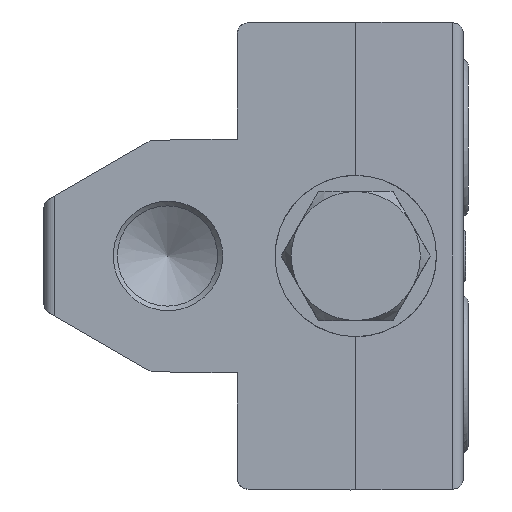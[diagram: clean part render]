
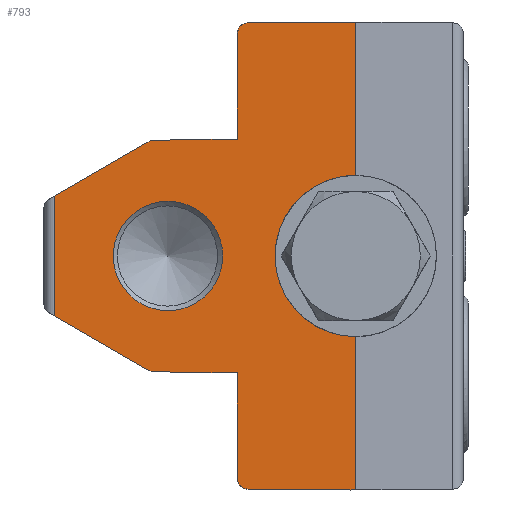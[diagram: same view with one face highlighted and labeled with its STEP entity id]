
A CAD part, left-side view. The second image highlights one B-rep face of the part: STEP entity #793.
In plain terms, the highlighted planar face has unit normal (-1, 0.009, 0).
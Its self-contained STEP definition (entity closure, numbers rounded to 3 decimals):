
#793 = ADVANCED_FACE( '', ( #1676, #1677 ), #1678, .F. );
#1676 = FACE_BOUND( '', #2564, .T. );
#1677 = FACE_OUTER_BOUND( '', #2565, .T. );
#1678 = PLANE( '', #2566 );
#2564 = EDGE_LOOP( '', ( #4736 ) );
#2565 = EDGE_LOOP( '', ( #4737, #4738, #4739, #4740, #4741, #4742, #4743, #4744, #4745, #4746, #4747, #4748, #4749, #4750, #4751, #4752, #4753, #4754, #4755, #4756 ) );
#2566 = AXIS2_PLACEMENT_3D( '', #4757, #4758, #4759 );
#4736 = ORIENTED_EDGE( '', *, *, #5450, .F. );
#4737 = ORIENTED_EDGE( '', *, *, #5075, .F. );
#4738 = ORIENTED_EDGE( '', *, *, #5347, .T. );
#4739 = ORIENTED_EDGE( '', *, *, #5073, .F. );
#4740 = ORIENTED_EDGE( '', *, *, #5544, .T. );
#4741 = ORIENTED_EDGE( '', *, *, #4954, .T. );
#4742 = ORIENTED_EDGE( '', *, *, #5629, .T. );
#4743 = ORIENTED_EDGE( '', *, *, #4910, .T. );
#4744 = ORIENTED_EDGE( '', *, *, #4837, .F. );
#4745 = ORIENTED_EDGE( '', *, *, #5599, .T. );
#4746 = ORIENTED_EDGE( '', *, *, #5564, .T. );
#4747 = ORIENTED_EDGE( '', *, *, #5418, .T. );
#4748 = ORIENTED_EDGE( '', *, *, #5294, .T. );
#4749 = ORIENTED_EDGE( '', *, *, #5519, .T. );
#4750 = ORIENTED_EDGE( '', *, *, #5436, .T. );
#4751 = ORIENTED_EDGE( '', *, *, #5151, .T. );
#4752 = ORIENTED_EDGE( '', *, *, #5232, .F. );
#4753 = ORIENTED_EDGE( '', *, *, #5469, .T. );
#4754 = ORIENTED_EDGE( '', *, *, #5168, .T. );
#4755 = ORIENTED_EDGE( '', *, *, #5237, .T. );
#4756 = ORIENTED_EDGE( '', *, *, #5579, .T. );
#4757 = CARTESIAN_POINT( '', ( 0.489, 56.017, 43.5 ) );
#4758 = DIRECTION( '', ( 1., -0.009, 0. ) );
#4759 = DIRECTION( '', ( 0.009, 1., 0. ) );
#4837 = EDGE_CURVE( '', #5706, #5707, #5708, .T. );
#4910 = EDGE_CURVE( '', #5831, #5707, #5837, .T. );
#4954 = EDGE_CURVE( '', #5911, #5909, #5912, .T. );
#5073 = EDGE_CURVE( '', #6111, #6112, #6113, .T. );
#5075 = EDGE_CURVE( '', #6114, #6116, #6117, .T. );
#5151 = EDGE_CURVE( '', #6237, #6235, #6238, .T. );
#5168 = EDGE_CURVE( '', #6259, #6262, #6264, .F. );
#5232 = EDGE_CURVE( '', #6368, #6235, #6369, .T. );
#5237 = EDGE_CURVE( '', #6262, #6375, #6377, .T. );
#5294 = EDGE_CURVE( '', #6457, #6458, #6459, .T. );
#5347 = EDGE_CURVE( '', #6114, #6112, #6533, .T. );
#5418 = EDGE_CURVE( '', #6630, #6457, #6631, .T. );
#5436 = EDGE_CURVE( '', #6654, #6237, #6655, .F. );
#5450 = EDGE_CURVE( '', #6671, #6671, #6672, .F. );
#5469 = EDGE_CURVE( '', #6368, #6259, #6697, .T. );
#5519 = EDGE_CURVE( '', #6458, #6654, #6760, .T. );
#5544 = EDGE_CURVE( '', #6111, #5911, #6786, .T. );
#5564 = EDGE_CURVE( '', #6809, #6630, #6810, .F. );
#5579 = EDGE_CURVE( '', #6375, #6116, #6829, .T. );
#5599 = EDGE_CURVE( '', #5706, #6809, #6851, .T. );
#5629 = EDGE_CURVE( '', #5909, #5831, #6880, .F. );
#5706 = VERTEX_POINT( '', #6976 );
#5707 = VERTEX_POINT( '', #6977 );
#5708 = LINE( '', #6978, #6979 );
#5831 = VERTEX_POINT( '', #7186 );
#5837 = LINE( '', #7195, #7196 );
#5909 = VERTEX_POINT( '', #7289 );
#5911 = VERTEX_POINT( '', #7292 );
#5912 = LINE( '', #7293, #7294 );
#6111 = VERTEX_POINT( '', #7663 );
#6112 = VERTEX_POINT( '', #7664 );
#6113 = LINE( '', #7665, #7666 );
#6114 = VERTEX_POINT( '', #7667 );
#6116 = VERTEX_POINT( '', #7669 );
#6117 = LINE( '', #7670, #7671 );
#6235 = VERTEX_POINT( '', #7854 );
#6237 = VERTEX_POINT( '', #7857 );
#6238 = LINE( '', #7858, #7859 );
#6259 = VERTEX_POINT( '', #7886 );
#6262 = VERTEX_POINT( '', #7899 );
#6264 = ELLIPSE( '', #7902, 2., 2. );
#6368 = VERTEX_POINT( '', #8177 );
#6369 = LINE( '', #8178, #8179 );
#6375 = VERTEX_POINT( '', #8186 );
#6377 = LINE( '', #8189, #8190 );
#6457 = VERTEX_POINT( '', #8361 );
#6458 = VERTEX_POINT( '', #8362 );
#6459 = LINE( '', #8363, #8364 );
#6533 = ELLIPSE( '', #8461, 15.001, 15. );
#6630 = VERTEX_POINT( '', #8606 );
#6631 = LINE( '', #8607, #8608 );
#6654 = VERTEX_POINT( '', #8638 );
#6655 = ELLIPSE( '', #8639, 2., 2. );
#6671 = VERTEX_POINT( '', #8667 );
#6672 = ELLIPSE( '', #8668, 10.173, 10.172 );
#6697 = LINE( '', #8716, #8717 );
#6760 = LINE( '', #8828, #8829 );
#6786 = LINE( '', #8864, #8865 );
#6809 = VERTEX_POINT( '', #8892 );
#6810 = ELLIPSE( '', #8893, 2., 2. );
#6829 = LINE( '', #8915, #8916 );
#6851 = LINE( '', #8941, #8942 );
#6880 = ELLIPSE( '', #8990, 2., 2. );
#6976 = CARTESIAN_POINT( '', ( 0.261, 29.932, 21.723 ) );
#6977 = CARTESIAN_POINT( '', ( 0.192, 22., 21.723 ) );
#6978 = CARTESIAN_POINT( '', ( 0.489, 56.017, 21.723 ) );
#6979 = VECTOR( '', #9059, 1000. );
#7186 = CARTESIAN_POINT( '', ( 0.192, 22., 41.334 ) );
#7195 = CARTESIAN_POINT( '', ( 0.192, 22., 43.5 ) );
#7196 = VECTOR( '', #9145, 1000. );
#7289 = CARTESIAN_POINT( '', ( 0.175, 20.017, 43.334 ) );
#7292 = CARTESIAN_POINT( '', ( 0.009, 1., 43.5 ) );
#7293 = CARTESIAN_POINT( '', ( 0.489, 56.013, 43.02 ) );
#7294 = VECTOR( '', #9201, 1000. );
#7663 = CARTESIAN_POINT( '', ( 0., 0., 43.491 ) );
#7664 = CARTESIAN_POINT( '', ( 0., 0., 15. ) );
#7665 = CARTESIAN_POINT( '', ( 0., 0., 43.5 ) );
#7666 = VECTOR( '', #9328, 1000. );
#7667 = CARTESIAN_POINT( '', ( 0., 0., -15. ) );
#7669 = CARTESIAN_POINT( '', ( 0., 0., -43.491 ) );
#7670 = CARTESIAN_POINT( '', ( 0., 0., 43.5 ) );
#7671 = VECTOR( '', #9332, 1000. );
#7854 = CARTESIAN_POINT( '', ( 0.261, 29.932, -21.723 ) );
#7857 = CARTESIAN_POINT( '', ( 0.329, 37.697, -21.452 ) );
#7858 = CARTESIAN_POINT( '', ( 0.508, 58.26, -20.734 ) );
#7859 = VECTOR( '', #9415, 1000. );
#7886 = CARTESIAN_POINT( '', ( 0.192, 22., -41.334 ) );
#7899 = CARTESIAN_POINT( '', ( 0.175, 20.017, -43.334 ) );
#7902 = AXIS2_PLACEMENT_3D( '', #9433, #9434, #9435 );
#8177 = CARTESIAN_POINT( '', ( 0.192, 22., -21.723 ) );
#8178 = CARTESIAN_POINT( '', ( 0.489, 56.017, -21.723 ) );
#8179 = VECTOR( '', #9508, 1000. );
#8186 = CARTESIAN_POINT( '', ( 0.009, 1., -43.5 ) );
#8189 = CARTESIAN_POINT( '', ( 0.495, 56.772, -43.013 ) );
#8190 = VECTOR( '', #9514, 1000. );
#8361 = CARTESIAN_POINT( '', ( 0.489, 56.017, 11.145 ) );
#8362 = CARTESIAN_POINT( '', ( 0.489, 56.017, -11.145 ) );
#8363 = CARTESIAN_POINT( '', ( 0.489, 56.017, 43.5 ) );
#8364 = VECTOR( '', #9561, 1000. );
#8461 = AXIS2_PLACEMENT_3D( '', #9630, #9631, #9632 );
#8606 = CARTESIAN_POINT( '', ( 0.337, 38.627, 21.185 ) );
#8607 = CARTESIAN_POINT( '', ( 0.367, 42.008, 19.233 ) );
#8608 = VECTOR( '', #9712, 1000. );
#8638 = CARTESIAN_POINT( '', ( 0.337, 38.627, -21.185 ) );
#8639 = AXIS2_PLACEMENT_3D( '', #9732, #9733, #9734 );
#8667 = CARTESIAN_POINT( '', ( 0.216, 24.738, 0. ) );
#8668 = AXIS2_PLACEMENT_3D( '', #9747, #9748, #9749 );
#8716 = CARTESIAN_POINT( '', ( 0.192, 22., 43.5 ) );
#8717 = VECTOR( '', #9766, 1000. );
#8828 = CARTESIAN_POINT( '', ( 0.695, 79.678, 2.516 ) );
#8829 = VECTOR( '', #9818, 1000. );
#8864 = CARTESIAN_POINT( '', ( 0.489, 56.013, 43.98 ) );
#8865 = VECTOR( '', #9843, 1000. );
#8892 = CARTESIAN_POINT( '', ( 0.329, 37.697, 21.452 ) );
#8893 = AXIS2_PLACEMENT_3D( '', #9857, #9858, #9859 );
#8915 = CARTESIAN_POINT( '', ( 0.482, 55.254, -43.973 ) );
#8916 = VECTOR( '', #9878, 1000. );
#8941 = CARTESIAN_POINT( '', ( 0.482, 55.226, 20.84 ) );
#8942 = VECTOR( '', #9903, 1000. );
#8990 = AXIS2_PLACEMENT_3D( '', #9911, #9912, #9913 );
#9059 = DIRECTION( '', ( -0.009, -1., 0. ) );
#9145 = DIRECTION( '', ( 0., 0., -1. ) );
#9201 = DIRECTION( '', ( 0.009, 1., -0.009 ) );
#9328 = DIRECTION( '', ( 0., 0., -1. ) );
#9332 = DIRECTION( '', ( 0., 0., -1. ) );
#9415 = DIRECTION( '', ( -0.009, -0.999, -0.035 ) );
#9433 = CARTESIAN_POINT( '', ( 0.175, 20., -41.334 ) );
#9434 = DIRECTION( '', ( 1., -0.009, 0. ) );
#9435 = DIRECTION( '', ( -0.009, -1., 0. ) );
#9508 = DIRECTION( '', ( 0.009, 1., 0. ) );
#9514 = DIRECTION( '', ( -0.009, -1., -0.009 ) );
#9561 = DIRECTION( '', ( 0., 0., -1. ) );
#9630 = CARTESIAN_POINT( '', ( 0., 0., 0. ) );
#9631 = DIRECTION( '', ( 1., -0.009, 0. ) );
#9632 = DIRECTION( '', ( 0.009, 1., 0. ) );
#9712 = DIRECTION( '', ( 0.008, 0.866, -0.5 ) );
#9732 = CARTESIAN_POINT( '', ( 0.328, 37.627, -19.453 ) );
#9733 = DIRECTION( '', ( 1., -0.009, 0. ) );
#9734 = DIRECTION( '', ( -0.009, -1., 0. ) );
#9747 = CARTESIAN_POINT( '', ( 0.305, 34.911, 0. ) );
#9748 = DIRECTION( '', ( 1., -0.009, 0. ) );
#9749 = DIRECTION( '', ( -0.009, -1., 0. ) );
#9766 = DIRECTION( '', ( 0., 0., -1. ) );
#9818 = DIRECTION( '', ( -0.008, -0.866, -0.5 ) );
#9843 = DIRECTION( '', ( 0.009, 1., 0.009 ) );
#9857 = CARTESIAN_POINT( '', ( 0.328, 37.627, 19.453 ) );
#9858 = DIRECTION( '', ( 1., -0.009, 0. ) );
#9859 = DIRECTION( '', ( -0.009, -1., 0. ) );
#9878 = DIRECTION( '', ( -0.009, -1., 0.009 ) );
#9903 = DIRECTION( '', ( 0.009, 0.999, -0.035 ) );
#9911 = CARTESIAN_POINT( '', ( 0.175, 20., 41.334 ) );
#9912 = DIRECTION( '', ( 1., -0.009, 0. ) );
#9913 = DIRECTION( '', ( -0.009, -1., 0. ) );
